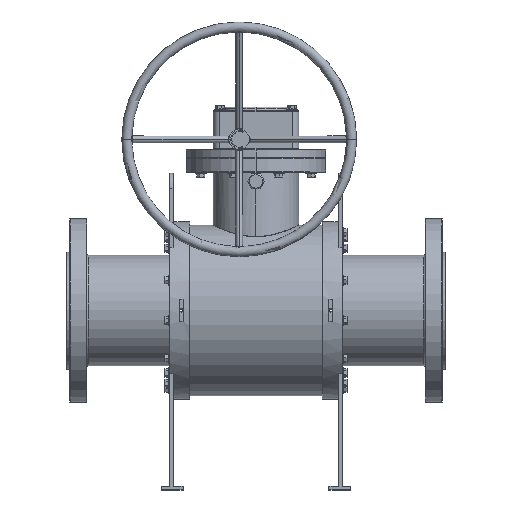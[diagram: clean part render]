
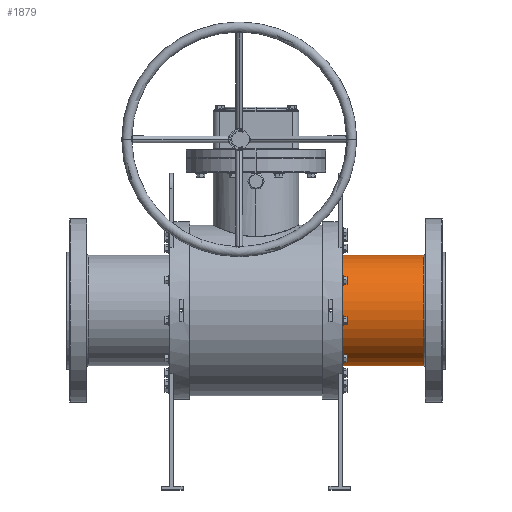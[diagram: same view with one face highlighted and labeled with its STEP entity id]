
A CAD part, top view. The second image highlights one B-rep face of the part: STEP entity #1879.
In plain terms, the highlighted cylindrical face has radius 164.5 mm (diameter 329 mm), a partial arc.
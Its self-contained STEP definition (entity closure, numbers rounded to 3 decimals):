
#464 = CARTESIAN_POINT ( 'NONE',  ( -565., -164.5, 0. ) ) ;
#1879 = ADVANCED_FACE ( 'NONE', ( #14215 ), #18687, .T. ) ;
#2508 = ORIENTED_EDGE ( 'NONE', *, *, #5618, .F. ) ;
#3291 = AXIS2_PLACEMENT_3D ( 'NONE', #15913, #7248, #13827 ) ;
#3330 = ORIENTED_EDGE ( 'NONE', *, *, #7754, .T. ) ;
#3742 = VERTEX_POINT ( 'NONE', #22594 ) ;
#4752 = CARTESIAN_POINT ( 'NONE',  ( 257.5, -164.5, 0. ) ) ;
#5618 = EDGE_CURVE ( 'NONE', #3742, #6143, #12913, .T. ) ;
#5855 = CARTESIAN_POINT ( 'NONE',  ( -565., 164.5, 0. ) ) ;
#6052 = ORIENTED_EDGE ( 'NONE', *, *, #19675, .T. ) ;
#6143 = VERTEX_POINT ( 'NONE', #4752 ) ;
#6859 = CARTESIAN_POINT ( 'NONE',  ( 257.5, 164.5, 0. ) ) ;
#6862 = DIRECTION ( 'NONE',  ( -1., 0., 0. ) ) ;
#7219 = EDGE_CURVE ( 'NONE', #3742, #21107, #26811, .T. ) ;
#7248 = DIRECTION ( 'NONE',  ( 1., 0., 0. ) ) ;
#7675 = LINE ( 'NONE', #5855, #20731 ) ;
#7754 = EDGE_CURVE ( 'NONE', #15609, #6143, #20230, .T. ) ;
#7930 = DIRECTION ( 'NONE',  ( 0., -1., 0. ) ) ;
#8115 = DIRECTION ( 'NONE',  ( -1., 0., 0. ) ) ;
#10017 = DIRECTION ( 'NONE',  ( -1., 0., 0. ) ) ;
#10304 = ORIENTED_EDGE ( 'NONE', *, *, #7219, .T. ) ;
#11351 = CARTESIAN_POINT ( 'NONE',  ( 500., 0., 0. ) ) ;
#11756 = AXIS2_PLACEMENT_3D ( 'NONE', #11351, #19711, #24244 ) ;
#12913 = LINE ( 'NONE', #464, #18931 ) ;
#13729 = CARTESIAN_POINT ( 'NONE',  ( 500., 164.5, 0. ) ) ;
#13827 = DIRECTION ( 'NONE',  ( 0., 0., -1. ) ) ;
#14215 = FACE_OUTER_BOUND ( 'NONE', #23044, .T. ) ;
#15609 = VERTEX_POINT ( 'NONE', #6859 ) ;
#15913 = CARTESIAN_POINT ( 'NONE',  ( 257.5, 0., 0. ) ) ;
#18687 = CYLINDRICAL_SURFACE ( 'NONE', #20588, 164.5 ) ;
#18931 = VECTOR ( 'NONE', #6862, 1000. ) ;
#19675 = EDGE_CURVE ( 'NONE', #21107, #15609, #7675, .T. ) ;
#19711 = DIRECTION ( 'NONE',  ( -1., 0., 0. ) ) ;
#20230 = CIRCLE ( 'NONE', #3291, 164.5 ) ;
#20588 = AXIS2_PLACEMENT_3D ( 'NONE', #20604, #10017, #7930 ) ;
#20604 = CARTESIAN_POINT ( 'NONE',  ( -565., 0., 0. ) ) ;
#20731 = VECTOR ( 'NONE', #8115, 1000. ) ;
#21107 = VERTEX_POINT ( 'NONE', #13729 ) ;
#22594 = CARTESIAN_POINT ( 'NONE',  ( 500., -164.5, 0. ) ) ;
#23044 = EDGE_LOOP ( 'NONE', ( #10304, #6052, #3330, #2508 ) ) ;
#24244 = DIRECTION ( 'NONE',  ( 0., 1., 0. ) ) ;
#26811 = CIRCLE ( 'NONE', #11756, 164.5 ) ;
